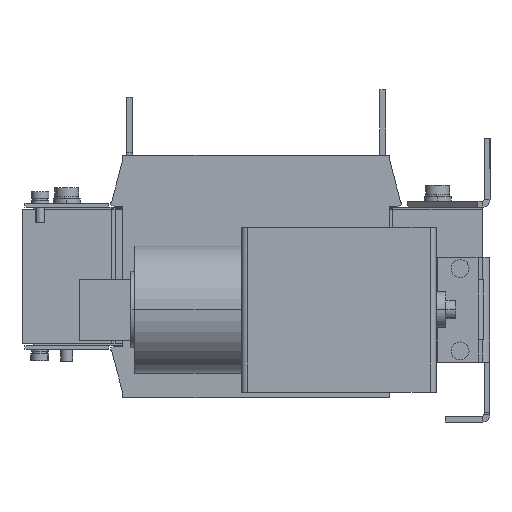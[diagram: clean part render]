
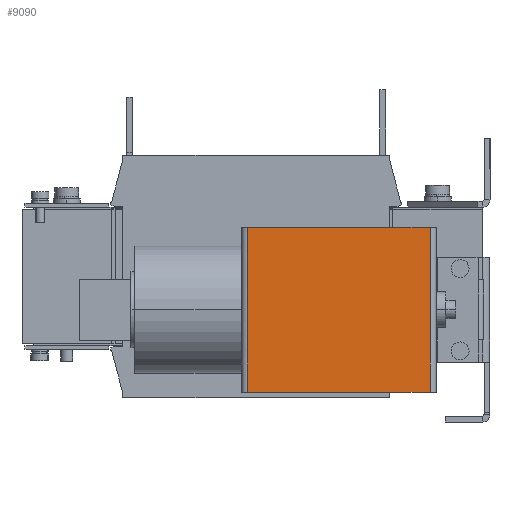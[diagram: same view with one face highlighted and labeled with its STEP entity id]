
A CAD part, left-side view. The second image highlights one B-rep face of the part: STEP entity #9090.
In plain terms, the highlighted planar face has unit normal (-1, 0, 0).
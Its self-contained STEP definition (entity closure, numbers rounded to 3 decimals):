
#465 = CARTESIAN_POINT ( 'NONE',  ( -337.5, 5., 32.75 ) ) ;
#481 = ORIENTED_EDGE ( 'NONE', *, *, #14249, .T. ) ;
#551 = DIRECTION ( 'NONE',  ( 0., 0., 1. ) ) ;
#600 = EDGE_LOOP ( 'NONE', ( #10619, #481, #14520, #7575 ) ) ;
#808 = AXIS2_PLACEMENT_3D ( 'NONE', #13236, #15865, #7999 ) ;
#1291 = DIRECTION ( 'NONE',  ( 0., 1., 0. ) ) ;
#1322 = CARTESIAN_POINT ( 'NONE',  ( -337.5, 127., 32.75 ) ) ;
#2153 = CARTESIAN_POINT ( 'NONE',  ( -337.5, 131., -77.25 ) ) ;
#2444 = CARTESIAN_POINT ( 'NONE',  ( -337.5, 5., -77.25 ) ) ;
#2563 = VECTOR ( 'NONE', #7587, 1000. ) ;
#2983 = LINE ( 'NONE', #2153, #2563 ) ;
#3927 = PLANE ( 'NONE',  #808 ) ;
#3963 = VECTOR ( 'NONE', #1291, 1000. ) ;
#5319 = DIRECTION ( 'NONE',  ( 0., 0., 1. ) ) ;
#5546 = CARTESIAN_POINT ( 'NONE',  ( -337.5, 127., -77.25 ) ) ;
#5666 = EDGE_CURVE ( 'Defeature ausgef�hrt2_146+Defeature ausgef�hrt2_145+Defeature ausgef�hrt2_151+Defeature ausgef�hrt2_143', #15478, #5756, #2983, .T. ) ;
#5756 = VERTEX_POINT ( 'NONE', #2444 ) ;
#6421 = CARTESIAN_POINT ( 'NONE',  ( -337.5, 127., 32.75 ) ) ;
#7575 = ORIENTED_EDGE ( 'NONE', *, *, #5666, .T. ) ;
#7587 = DIRECTION ( 'NONE',  ( 0., -1., 0. ) ) ;
#7844 = VECTOR ( 'NONE', #5319, 1000. ) ;
#7999 = DIRECTION ( 'NONE',  ( 0., 1., 0. ) ) ;
#9036 = VECTOR ( 'NONE', #551, 1000. ) ;
#9090 = ADVANCED_FACE ( 'Defeature ausgef�hrt2_146', ( #15732 ), #3927, .F. ) ;
#10619 = ORIENTED_EDGE ( 'NONE', *, *, #14509, .T. ) ;
#10781 = VERTEX_POINT ( 'NONE', #6421 ) ;
#13145 = EDGE_CURVE ( 'Defeature ausgef�hrt2_151+Defeature ausgef�hrt2_146+Defeature ausgef�hrt2_148+Defeature ausgef�hrt2_149', #15478, #10781, #14360, .T. ) ;
#13236 = CARTESIAN_POINT ( 'NONE',  ( -337.5, 131., -22.25 ) ) ;
#14249 = EDGE_CURVE ( 'Defeature ausgef�hrt2_146+Defeature ausgef�hrt2_147+Defeature ausgef�hrt2_143+Defeature ausgef�hrt2_151', #15047, #10781, #15593, .T. ) ;
#14360 = LINE ( 'NONE', #1322, #7844 ) ;
#14509 = EDGE_CURVE ( 'Defeature ausgef�hrt2_146+Defeature ausgef�hrt2_143+Defeature ausgef�hrt2_145+Defeature ausgef�hrt2_147', #5756, #15047, #17080, .T. ) ;
#14520 = ORIENTED_EDGE ( 'NONE', *, *, #13145, .F. ) ;
#15047 = VERTEX_POINT ( 'NONE', #465 ) ;
#15478 = VERTEX_POINT ( 'NONE', #5546 ) ;
#15593 = LINE ( 'NONE', #17576, #3963 ) ;
#15637 = CARTESIAN_POINT ( 'NONE',  ( -337.5, 5., -77.25 ) ) ;
#15732 = FACE_OUTER_BOUND ( 'NONE', #600, .T. ) ;
#15865 = DIRECTION ( 'NONE',  ( 1., 0., 0. ) ) ;
#17080 = LINE ( 'NONE', #15637, #9036 ) ;
#17576 = CARTESIAN_POINT ( 'NONE',  ( -337.5, 131., 32.75 ) ) ;
